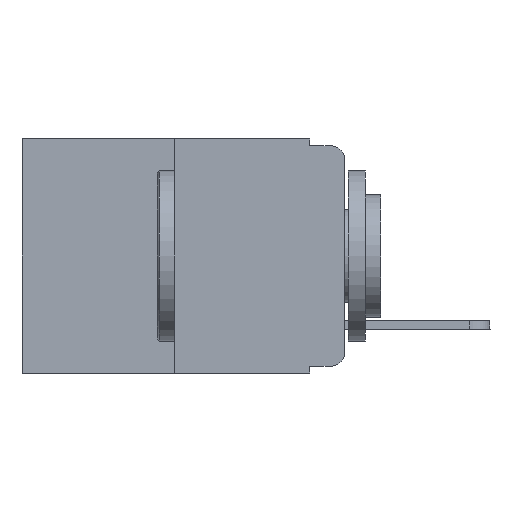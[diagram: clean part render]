
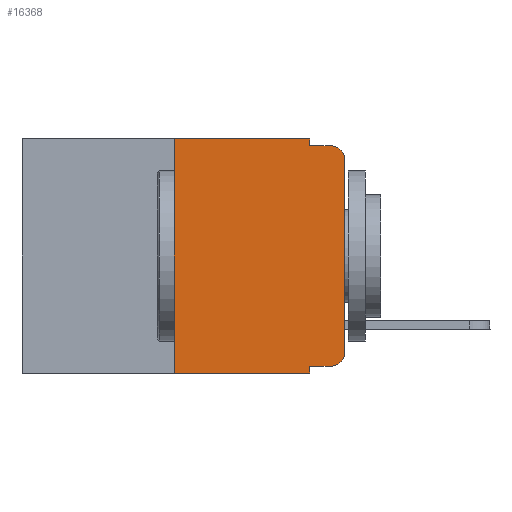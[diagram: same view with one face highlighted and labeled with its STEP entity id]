
A CAD part, left-side view. The second image highlights one B-rep face of the part: STEP entity #16368.
In plain terms, the highlighted planar face has unit normal (-1, 0, 0).
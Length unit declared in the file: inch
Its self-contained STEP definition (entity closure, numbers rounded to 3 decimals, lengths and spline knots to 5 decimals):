
#85 = DIRECTION ( 'NONE',  ( 0., -1., 0. ) ) ;
#770 = EDGE_CURVE ( 'NONE', #16591, #8528, #11955, .T. ) ;
#1401 = PLANE ( 'NONE',  #2098 ) ;
#1420 = LINE ( 'NONE', #19679, #23533 ) ;
#1510 = CARTESIAN_POINT ( 'NONE',  ( 0., 0.02, -0.333 ) ) ;
#1849 = AXIS2_PLACEMENT_3D ( 'NONE', #11803, #12156, #2833 ) ;
#2057 = CARTESIAN_POINT ( 'NONE',  ( 0., 0.051, -0.01 ) ) ;
#2098 = AXIS2_PLACEMENT_3D ( 'NONE', #23412, #19546, #6776 ) ;
#2245 = ORIENTED_EDGE ( 'NONE', *, *, #15245, .F. ) ;
#2530 = VERTEX_POINT ( 'NONE', #10002 ) ;
#2727 = VECTOR ( 'NONE', #13660, 39.37008 ) ;
#2833 = DIRECTION ( 'NONE',  ( 0., 0., -1. ) ) ;
#3135 = DIRECTION ( 'NONE',  ( 0., -1., 0. ) ) ;
#3302 = ORIENTED_EDGE ( 'NONE', *, *, #17360, .T. ) ;
#3748 = LINE ( 'NONE', #5579, #20478 ) ;
#3813 = DIRECTION ( 'NONE',  ( 0., 0., -1. ) ) ;
#4246 = LINE ( 'NONE', #19222, #7310 ) ;
#4690 = CARTESIAN_POINT ( 'NONE',  ( 0., 0.25, 0. ) ) ;
#4766 = VERTEX_POINT ( 'NONE', #22251 ) ;
#5193 = EDGE_CURVE ( 'NONE', #16591, #18475, #3748, .T. ) ;
#5579 = CARTESIAN_POINT ( 'NONE',  ( 0., 0.473, -0.343 ) ) ;
#6316 = EDGE_CURVE ( 'NONE', #20068, #14665, #19809, .T. ) ;
#6536 = FACE_OUTER_BOUND ( 'NONE', #22862, .T. ) ;
#6693 = VERTEX_POINT ( 'NONE', #14145 ) ;
#6776 = DIRECTION ( 'NONE',  ( 0., 0., -1. ) ) ;
#7217 = CARTESIAN_POINT ( 'NONE',  ( 0., 0.051, -0.333 ) ) ;
#7292 = EDGE_CURVE ( 'NONE', #4766, #6693, #7452, .T. ) ;
#7310 = VECTOR ( 'NONE', #13923, 39.37008 ) ;
#7452 = LINE ( 'NONE', #21926, #17999 ) ;
#7545 = LINE ( 'NONE', #20452, #23711 ) ;
#7825 = ORIENTED_EDGE ( 'NONE', *, *, #6316, .T. ) ;
#8004 = ORIENTED_EDGE ( 'NONE', *, *, #770, .F. ) ;
#8495 = EDGE_CURVE ( 'NONE', #6693, #2530, #20432, .T. ) ;
#8528 = VERTEX_POINT ( 'NONE', #11150 ) ;
#8761 = CARTESIAN_POINT ( 'NONE',  ( 0., 0.051, -0.343 ) ) ;
#10002 = CARTESIAN_POINT ( 'NONE',  ( 0., 0.02, -0.01 ) ) ;
#10651 = DIRECTION ( 'NONE',  ( 0., -1., 0. ) ) ;
#11150 = CARTESIAN_POINT ( 'NONE',  ( 0., 0.25, 0. ) ) ;
#11254 = DIRECTION ( 'NONE',  ( 0., 0., -1. ) ) ;
#11546 = CARTESIAN_POINT ( 'NONE',  ( 0., 0., -0.03 ) ) ;
#11803 = CARTESIAN_POINT ( 'NONE',  ( 0., 0.02, -0.03 ) ) ;
#11921 = CARTESIAN_POINT ( 'NONE',  ( 0., 0., -0.313 ) ) ;
#11955 = LINE ( 'NONE', #4690, #2727 ) ;
#12156 = DIRECTION ( 'NONE',  ( -1., 0., 0. ) ) ;
#12307 = EDGE_CURVE ( 'NONE', #21566, #20191, #7545, .T. ) ;
#13214 = DIRECTION ( 'NONE',  ( 0., -1., 0. ) ) ;
#13422 = ORIENTED_EDGE ( 'NONE', *, *, #8495, .F. ) ;
#13535 = ORIENTED_EDGE ( 'NONE', *, *, #7292, .F. ) ;
#13660 = DIRECTION ( 'NONE',  ( 0., 0., 1. ) ) ;
#13923 = DIRECTION ( 'NONE',  ( 0., 0., -1. ) ) ;
#14145 = CARTESIAN_POINT ( 'NONE',  ( 0., 0.051, -0.01 ) ) ;
#14665 = VERTEX_POINT ( 'NONE', #1510 ) ;
#14925 = DIRECTION ( 'NONE',  ( 0., 0., 1. ) ) ;
#15245 = EDGE_CURVE ( 'NONE', #20068, #18475, #4246, .T. ) ;
#15366 = EDGE_CURVE ( 'NONE', #8528, #4766, #1420, .T. ) ;
#16029 = VECTOR ( 'NONE', #10651, 39.37008 ) ;
#16368 = ADVANCED_FACE ( 'NONE', ( #6536 ), #1401, .F. ) ;
#16456 = CARTESIAN_POINT ( 'NONE',  ( 0., 0.051, -0.333 ) ) ;
#16591 = VERTEX_POINT ( 'NONE', #20021 ) ;
#16824 = CARTESIAN_POINT ( 'NONE',  ( 0., 0.02, -0.313 ) ) ;
#17360 = EDGE_CURVE ( 'NONE', #14665, #21566, #18750, .T. ) ;
#17999 = VECTOR ( 'NONE', #3813, 39.37008 ) ;
#18441 = ORIENTED_EDGE ( 'NONE', *, *, #21642, .T. ) ;
#18475 = VERTEX_POINT ( 'NONE', #8761 ) ;
#18750 = CIRCLE ( 'NONE', #23766, 0.02 ) ;
#18866 = CIRCLE ( 'NONE', #1849, 0.02 ) ;
#19222 = CARTESIAN_POINT ( 'NONE',  ( 0., 0.051, 0. ) ) ;
#19546 = DIRECTION ( 'NONE',  ( 1., 0., 0. ) ) ;
#19679 = CARTESIAN_POINT ( 'NONE',  ( 0., 0.473, 0. ) ) ;
#19809 = LINE ( 'NONE', #16456, #16029 ) ;
#20021 = CARTESIAN_POINT ( 'NONE',  ( 0., 0.25, -0.343 ) ) ;
#20068 = VERTEX_POINT ( 'NONE', #7217 ) ;
#20178 = DIRECTION ( 'NONE',  ( -1., 0., 0. ) ) ;
#20191 = VERTEX_POINT ( 'NONE', #11546 ) ;
#20432 = LINE ( 'NONE', #2057, #22858 ) ;
#20452 = CARTESIAN_POINT ( 'NONE',  ( 0., 0., 0. ) ) ;
#20478 = VECTOR ( 'NONE', #85, 39.37008 ) ;
#20777 = ORIENTED_EDGE ( 'NONE', *, *, #15366, .F. ) ;
#21419 = ORIENTED_EDGE ( 'NONE', *, *, #12307, .T. ) ;
#21468 = ORIENTED_EDGE ( 'NONE', *, *, #5193, .T. ) ;
#21566 = VERTEX_POINT ( 'NONE', #11921 ) ;
#21642 = EDGE_CURVE ( 'NONE', #20191, #2530, #18866, .T. ) ;
#21926 = CARTESIAN_POINT ( 'NONE',  ( 0., 0.051, 0. ) ) ;
#22251 = CARTESIAN_POINT ( 'NONE',  ( 0., 0.051, 0. ) ) ;
#22858 = VECTOR ( 'NONE', #13214, 39.37008 ) ;
#22862 = EDGE_LOOP ( 'NONE', ( #21419, #18441, #13422, #13535, #20777, #8004, #21468, #2245, #7825, #3302 ) ) ;
#23412 = CARTESIAN_POINT ( 'NONE',  ( 0., 0.473, 0. ) ) ;
#23533 = VECTOR ( 'NONE', #3135, 39.37008 ) ;
#23711 = VECTOR ( 'NONE', #14925, 39.37008 ) ;
#23766 = AXIS2_PLACEMENT_3D ( 'NONE', #16824, #20178, #11254 ) ;
